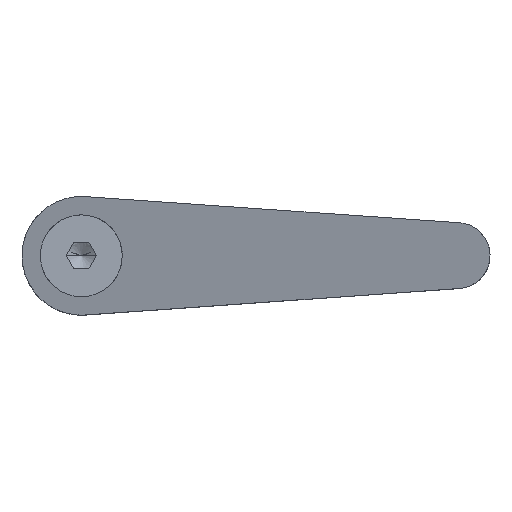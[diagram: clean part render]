
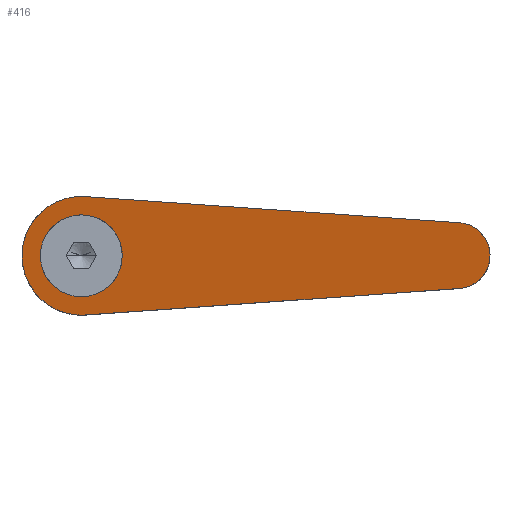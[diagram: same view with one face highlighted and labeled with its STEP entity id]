
A CAD part, top view. The second image highlights one B-rep face of the part: STEP entity #416.
In plain terms, the highlighted planar face has unit normal (-0.266, 0, 0.964).
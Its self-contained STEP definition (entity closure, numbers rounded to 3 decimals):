
#202=EDGE_CURVE('',#260,#268,#561,.T.);
#214=EDGE_CURVE('',#250,#220,#574,.T.);
#220=VERTEX_POINT('',#581);
#238=EDGE_CURVE('',#252,#406,#600,.T.);
#240=EDGE_CURVE('',#268,#436,#602,.T.);
#250=VERTEX_POINT('',#612);
#252=VERTEX_POINT('',#614);
#260=VERTEX_POINT('',#622);
#268=VERTEX_POINT('',#630);
#350=EDGE_CURVE('',#220,#252,#718,.T.);
#406=VERTEX_POINT('',#787);
#416=ADVANCED_FACE('',(#798,#799),#800,.F.);
#436=VERTEX_POINT('',#822);
#446=EDGE_CURVE('',#436,#260,#832,.T.);
#498=EDGE_CURVE('',#406,#532,#887,.T.);
#526=EDGE_CURVE('',#532,#250,#919,.T.);
#532=VERTEX_POINT('',#927);
#561=ELLIPSE('',#947,6.431,6.2);
#574=ELLIPSE('',#963,9.335,9.);
#581=CARTESIAN_POINT('',(-9.,0.,42.1));
#600=LINE('',#998,#999);
#602=ELLIPSE('',#1002,6.431,6.2);
#612=CARTESIAN_POINT('',(0.632,8.978,44.753));
#614=CARTESIAN_POINT('',(0.632,-8.978,44.753));
#622=CARTESIAN_POINT('',(-1.001,6.119,44.304));
#630=CARTESIAN_POINT('',(0.,-6.2,44.579));
#718=ELLIPSE('',#1179,9.335,9.);
#787=CARTESIAN_POINT('',(57.351,-4.988,60.379));
#798=FACE_OUTER_BOUND('',#1305,.T.);
#799=FACE_BOUND('',#1306,.T.);
#800=PLANE('',#1307);
#822=CARTESIAN_POINT('',(0.,6.2,44.579));
#832=ELLIPSE('',#1370,6.431,6.2);
#887=ELLIPSE('',#1469,5.186,5.);
#919=LINE('',#1515,#1516);
#927=CARTESIAN_POINT('',(57.351,4.988,60.379));
#947=AXIS2_PLACEMENT_3D('',#1542,#1543,#1544);
#963=AXIS2_PLACEMENT_3D('',#1559,#1560,#1561);
#998=CARTESIAN_POINT('',(59.719,-4.821,61.031));
#999=VECTOR('',#1582,1.0);
#1002=AXIS2_PLACEMENT_3D('',#1583,#1584,#1585);
#1179=AXIS2_PLACEMENT_3D('',#1675,#1676,#1677);
#1305=EDGE_LOOP('',(#1819,#1820,#1821,#1822,#1823));
#1306=EDGE_LOOP('',(#1824,#1825,#1826));
#1307=AXIS2_PLACEMENT_3D('',#1827,#1828,#1829);
#1370=AXIS2_PLACEMENT_3D('',#1851,#1852,#1853);
#1469=AXIS2_PLACEMENT_3D('',#1897,#1898,#1899);
#1515=CARTESIAN_POINT('',(33.351,6.676,53.767));
#1516=VECTOR('',#1937,1.0);
#1542=CARTESIAN_POINT('',(0.0,0.0,44.579));
#1543=DIRECTION('',(-0.266,0.,0.964));
#1544=DIRECTION('',(-0.964,0.0,-0.266));
#1559=CARTESIAN_POINT('',(0.,0.,44.579));
#1560=DIRECTION('',(-0.266,0.,0.964));
#1561=DIRECTION('',(-0.964,0.,-0.266));
#1582=DIRECTION('',(0.962,0.068,0.265));
#1583=CARTESIAN_POINT('',(0.0,0.0,44.579));
#1584=DIRECTION('',(-0.266,0.,0.964));
#1585=DIRECTION('',(-0.964,0.0,-0.266));
#1675=CARTESIAN_POINT('',(0.,0.,44.579));
#1676=DIRECTION('',(-0.266,0.,0.964));
#1677=DIRECTION('',(-0.964,0.,-0.266));
#1819=ORIENTED_EDGE('',*,*,#214,.T.);
#1820=ORIENTED_EDGE('',*,*,#350,.T.);
#1821=ORIENTED_EDGE('',*,*,#238,.T.);
#1822=ORIENTED_EDGE('',*,*,#498,.T.);
#1823=ORIENTED_EDGE('',*,*,#526,.T.);
#1824=ORIENTED_EDGE('',*,*,#202,.F.);
#1825=ORIENTED_EDGE('',*,*,#446,.F.);
#1826=ORIENTED_EDGE('',*,*,#240,.F.);
#1827=CARTESIAN_POINT('',(27.678,0.,52.204));
#1828=DIRECTION('',(0.266,0.,-0.964));
#1829=DIRECTION('',(0.256,0.964,0.071));
#1851=CARTESIAN_POINT('',(0.0,0.0,44.579));
#1852=DIRECTION('',(-0.266,0.,0.964));
#1853=DIRECTION('',(-0.964,0.0,-0.266));
#1897=CARTESIAN_POINT('',(57.0,0.0,60.282));
#1898=DIRECTION('',(-0.266,0.,0.964));
#1899=DIRECTION('',(0.964,0.,0.266));
#1937=DIRECTION('',(-0.962,0.068,-0.265));
